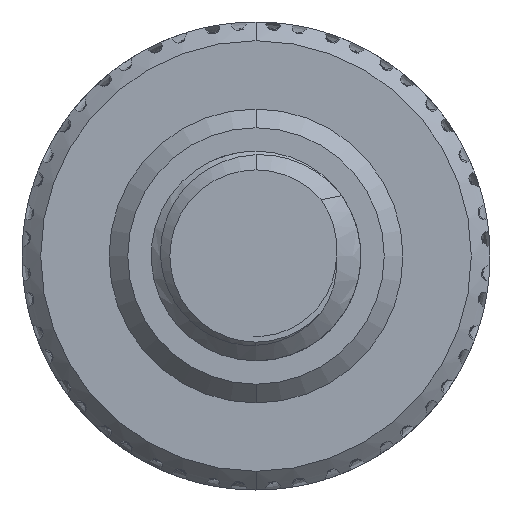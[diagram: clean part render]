
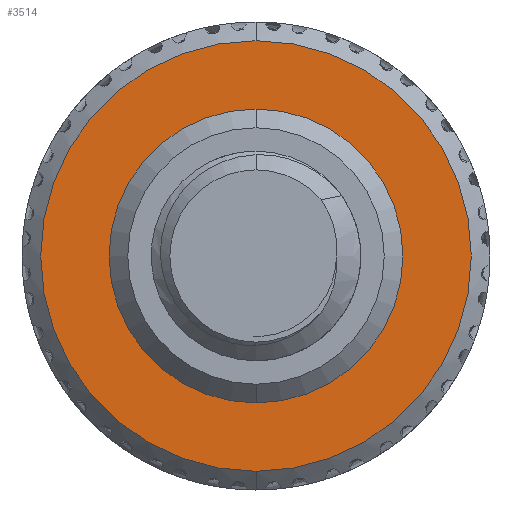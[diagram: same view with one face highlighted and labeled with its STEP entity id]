
A CAD part, front view. The second image highlights one B-rep face of the part: STEP entity #3514.
In plain terms, the highlighted planar face has unit normal (0, -1, 0).
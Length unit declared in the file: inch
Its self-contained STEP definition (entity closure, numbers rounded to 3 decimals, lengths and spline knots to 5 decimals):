
#3460 = EDGE_LOOP ( 'NONE', ( #3515, #3523 ) ) ;
#3514 = ADVANCED_FACE ( 'NONE', ( #21891, #21892 ), #21903, .F. ) ;
#3515 = ORIENTED_EDGE ( 'NONE', *, *, #15730, .T. ) ;
#3516 = EDGE_LOOP ( 'NONE', ( #3518, #3519 ) ) ;
#3517 = EDGE_CURVE ( 'NONE', #26000, #25921, #21880, .T. ) ;
#3518 = ORIENTED_EDGE ( 'NONE', *, *, #3517, .F. ) ;
#3519 = ORIENTED_EDGE ( 'NONE', *, *, #26143, .F. ) ;
#3523 = ORIENTED_EDGE ( 'NONE', *, *, #15885, .T. ) ;
#12007 = DIRECTION ( 'NONE',  ( 0., 0., 1. ) ) ;
#12008 = DIRECTION ( 'NONE',  ( 0., -1., 0. ) ) ;
#12009 = CARTESIAN_POINT ( 'NONE',  ( 0., 0., 0. ) ) ;
#12022 = CIRCLE ( 'NONE', #12029, 0.115 ) ;
#12029 = AXIS2_PLACEMENT_3D ( 'NONE', #12009, #12008, #12007 ) ;
#12454 = DIRECTION ( 'NONE',  ( 0., 0., 1. ) ) ;
#12455 = DIRECTION ( 'NONE',  ( 0., -1., 0. ) ) ;
#12490 = CARTESIAN_POINT ( 'NONE',  ( 0., 0., 0. ) ) ;
#12507 = AXIS2_PLACEMENT_3D ( 'NONE', #12490, #12455, #12454 ) ;
#12530 = CARTESIAN_POINT ( 'NONE',  ( 0., 0., -0.115 ) ) ;
#12544 = CARTESIAN_POINT ( 'NONE',  ( 0., 0., 0.115 ) ) ;
#12547 = CIRCLE ( 'NONE', #12507, 0.115 ) ;
#14924 = CARTESIAN_POINT ( 'NONE',  ( 0., 0., 0.0785 ) ) ;
#14947 = DIRECTION ( 'NONE',  ( 0., 0., 1. ) ) ;
#14948 = DIRECTION ( 'NONE',  ( 0., -1., 0. ) ) ;
#14949 = CARTESIAN_POINT ( 'NONE',  ( 0., 0., 0. ) ) ;
#14950 = AXIS2_PLACEMENT_3D ( 'NONE', #14949, #14948, #14947 ) ;
#14951 = CIRCLE ( 'NONE', #14950, 0.0785 ) ;
#14956 = CARTESIAN_POINT ( 'NONE',  ( 0., 0., -0.0785 ) ) ;
#15730 = EDGE_CURVE ( 'NONE', #15891, #15892, #12022, .T. ) ;
#15885 = EDGE_CURVE ( 'NONE', #15892, #15891, #12547, .T. ) ;
#15891 = VERTEX_POINT ( 'NONE', #12544 ) ;
#15892 = VERTEX_POINT ( 'NONE', #12530 ) ;
#21877 = DIRECTION ( 'NONE',  ( 0., 0., 1. ) ) ;
#21878 = DIRECTION ( 'NONE',  ( 0., -1., 0. ) ) ;
#21879 = AXIS2_PLACEMENT_3D ( 'NONE', #21886, #21878, #21877 ) ;
#21880 = CIRCLE ( 'NONE', #21879, 0.0785 ) ;
#21882 = DIRECTION ( 'NONE',  ( 0., 0., 1. ) ) ;
#21886 = CARTESIAN_POINT ( 'NONE',  ( 0., 0., 0. ) ) ;
#21889 = AXIS2_PLACEMENT_3D ( 'NONE', #21890, #21897, #21882 ) ;
#21890 = CARTESIAN_POINT ( 'NONE',  ( 0., 0., 0. ) ) ;
#21891 = FACE_OUTER_BOUND ( 'NONE', #3460, .T. ) ;
#21892 = FACE_BOUND ( 'NONE', #3516, .T. ) ;
#21897 = DIRECTION ( 'NONE',  ( 0., 1., 0. ) ) ;
#21903 = PLANE ( 'NONE',  #21889 ) ;
#25921 = VERTEX_POINT ( 'NONE', #14956 ) ;
#26000 = VERTEX_POINT ( 'NONE', #14924 ) ;
#26143 = EDGE_CURVE ( 'NONE', #25921, #26000, #14951, .T. ) ;
